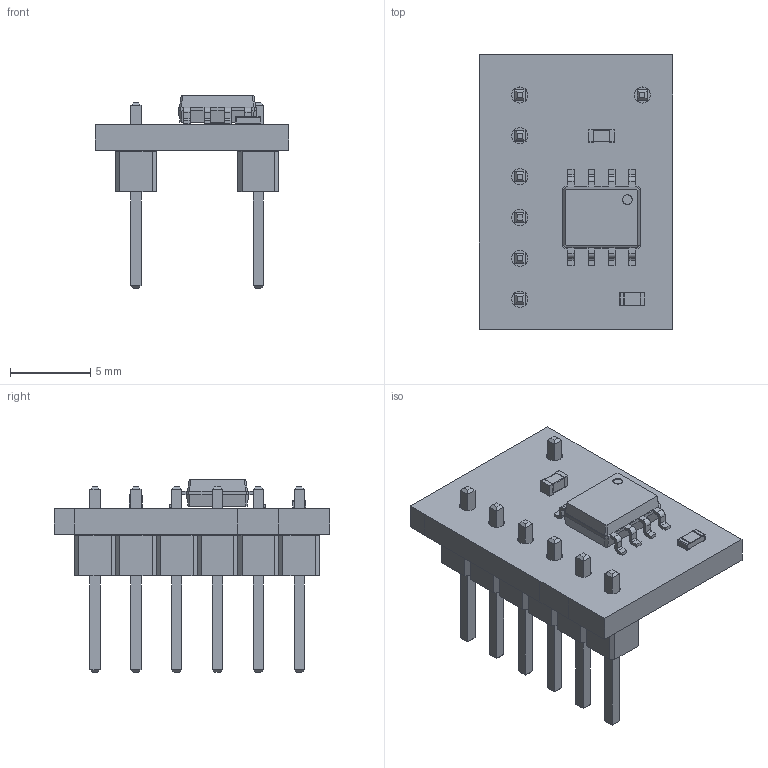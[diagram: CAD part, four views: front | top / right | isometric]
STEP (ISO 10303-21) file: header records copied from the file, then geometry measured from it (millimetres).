
FILE_DESCRIPTION(('KiCad electronic assembly'),'2;1');
FILE_NAME('15_XCAN.step','2023-04-21T15:55:46',('Pcbnew'),('Kicad'), 'Open CASCADE STEP processor 7.6','KiCad to STEP converter','Unknown' );
FILE_SCHEMA(('AUTOMOTIVE_DESIGN { 1 0 10303 214 1 1 1 1 }'));
Length unit declared in the file: millimetre
Products named in the file (12): 15_XCAN 1; R_0603_1608Metric; SOLID; C_0603_1608Metric; SOIC-8_3.9x4.9mm_P1.27mm; PinHeader_1x01_P2.54mm_Vertical; PinHeader_1x06_P2.54mm_Vertical; 15_XCAN PCB
Assembly tree (11 placements, depth 3):
  15_XCAN 1
    R_0603_1608Metric
      SOLID
    C_0603_1608Metric
      SOLID
    SOIC-8_3.9x4.9mm_P1.27mm
      SOLID
    PinHeader_1x01_P2.54mm_Vertical
      SOLID
    PinHeader_1x06_P2.54mm_Vertical
      SOLID
    15_XCAN PCB
Bounding box: 12.06 x 17.14 x 11.99 mm (x, y, z)
Volume: 491.7 mm3; surface area: 985.4 mm2
Topology: 6 solids, 6 shells, 404 faces, 1009 edges, 634 vertices
Faces by surface type: bspline 386, plane 11, cylinder 7
Full cylindrical faces by diameter (mm): 1 x7
Entity records: 25333 total; most frequent: CARTESIAN_POINT 8924, B_SPLINE_CURVE_WITH_KNOTS 2671, ORIENTED_EDGE 2018, PCURVE 2018, DEFINITIONAL_REPRESENTATION 2018, EDGE_CURVE 1009, SURFACE_CURVE 1001, VERTEX_POINT 634
